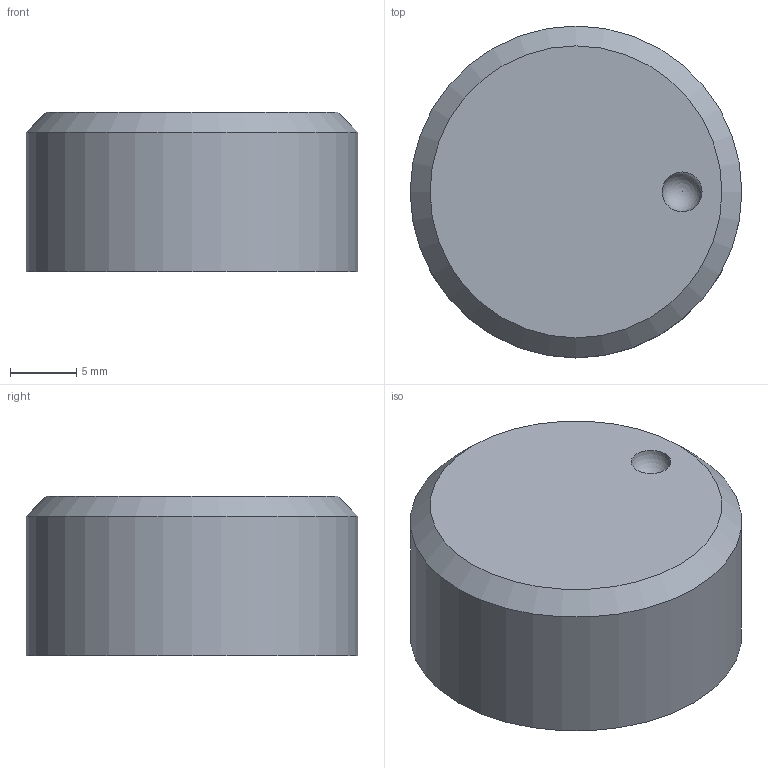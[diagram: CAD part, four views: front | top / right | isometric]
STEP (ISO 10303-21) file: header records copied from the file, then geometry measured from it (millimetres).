
FILE_DESCRIPTION(/* description */ ('Alibre Inc.'),/* implementation_level */ '2;1');
FILE_NAME(/* name */ 'export0',/* time_stamp */ '2015-07-11T14:31:46+12:00',/* author */ (''),/* organization */ (''),/* preprocessor_version */ 'ST-DEVELOPER v14',/* originating_system */ 'Alibre',/* authorisation */ '');
FILE_SCHEMA (('CONFIG_CONTROL_DESIGN'));
Length unit declared in the file: centimetre
Products named in the file (1): ID_1
Bounding box: 25 x 25 x 12 mm (x, y, z)
Volume: 5460.5 mm3; surface area: 2022.3 mm2
Topology: 1 solids, 1 shells, 10 faces, 20 edges, 13 vertices
Faces by surface type: plane 5, cone 2, cylinder 2, sphere 1
Full cylindrical faces by diameter (mm): 5.85 x1, 25 x1
Entity records: 292 total; most frequent: DIRECTION 35, CARTESIAN_POINT 32, ORIENTED_EDGE 24, AXIS2_PLACEMENT_3D 18, EDGE_LOOP 16, FACE_BOUND 16, EDGE_CURVE 12, VERTEX_POINT 10
